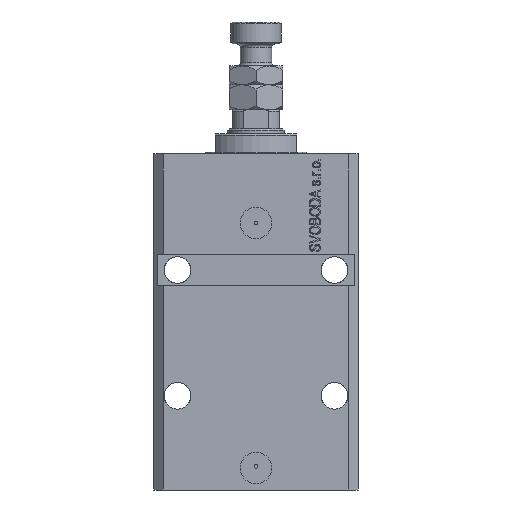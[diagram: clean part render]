
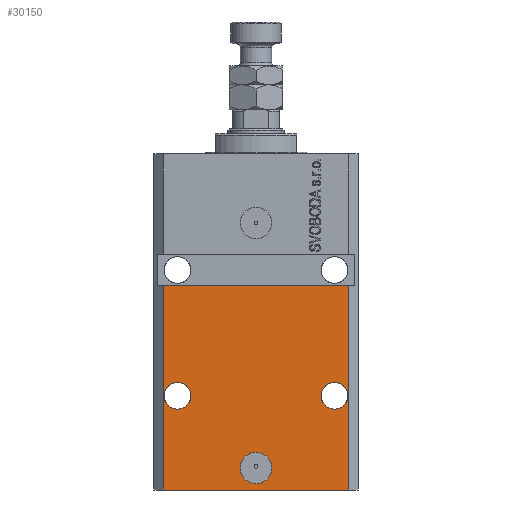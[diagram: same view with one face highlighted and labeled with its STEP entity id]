
A CAD part, front view. The second image highlights one B-rep face of the part: STEP entity #30150.
In plain terms, the highlighted planar face has unit normal (0, -1, 0).
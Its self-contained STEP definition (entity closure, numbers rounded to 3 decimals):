
#561 = DIRECTION ( 'NONE',  ( 0., -1., 0. ) ) ;
#976 = CARTESIAN_POINT ( 'NONE',  ( -25., -22.5, -77. ) ) ;
#1177 = CARTESIAN_POINT ( 'NONE',  ( -29.25, -22.5, -77. ) ) ;
#2926 = CARTESIAN_POINT ( 'NONE',  ( -29.5, -22.5, -107. ) ) ;
#3765 = ORIENTED_EDGE ( 'NONE', *, *, #20629, .F. ) ;
#4039 = VERTEX_POINT ( 'NONE', #34834 ) ;
#4125 = CARTESIAN_POINT ( 'NONE',  ( 0., -22.5, -100. ) ) ;
#4790 = FACE_BOUND ( 'NONE', #16278, .T. ) ;
#5031 = VERTEX_POINT ( 'NONE', #40635 ) ;
#5089 = ORIENTED_EDGE ( 'NONE', *, *, #33648, .F. ) ;
#5174 = CARTESIAN_POINT ( 'NONE',  ( 25., -22.5, -77. ) ) ;
#5678 = CARTESIAN_POINT ( 'NONE',  ( -25., -22.5, -77. ) ) ;
#5713 = DIRECTION ( 'NONE',  ( 0., -1., 0. ) ) ;
#6213 = VERTEX_POINT ( 'NONE', #32488 ) ;
#7123 = EDGE_CURVE ( 'NONE', #28118, #30087, #18041, .T. ) ;
#7635 = DIRECTION ( 'NONE',  ( 1., 0., 0. ) ) ;
#7867 = AXIS2_PLACEMENT_3D ( 'NONE', #22478, #45179, #19474 ) ;
#8684 = VERTEX_POINT ( 'NONE', #14196 ) ;
#8715 = DIRECTION ( 'NONE',  ( -1., 0., 0. ) ) ;
#9629 = CARTESIAN_POINT ( 'NONE',  ( -29.5, -22.5, -107. ) ) ;
#9875 = LINE ( 'NONE', #9629, #16274 ) ;
#12399 = CARTESIAN_POINT ( 'NONE',  ( 29.5, -22.5, -107. ) ) ;
#12691 = DIRECTION ( 'NONE',  ( 1., 0., 0. ) ) ;
#13933 = DIRECTION ( 'NONE',  ( 1., 0., 0. ) ) ;
#14196 = CARTESIAN_POINT ( 'NONE',  ( 5., -22.5, -100. ) ) ;
#15306 = FACE_BOUND ( 'NONE', #48982, .T. ) ;
#15388 = AXIS2_PLACEMENT_3D ( 'NONE', #976, #23698, #8715 ) ;
#16274 = VECTOR ( 'NONE', #40042, 1000. ) ;
#16278 = EDGE_LOOP ( 'NONE', ( #5089, #37675 ) ) ;
#16395 = EDGE_CURVE ( 'NONE', #47438, #30087, #43600, .T. ) ;
#16705 = CARTESIAN_POINT ( 'NONE',  ( 0., -22.5, -100. ) ) ;
#17711 = VERTEX_POINT ( 'NONE', #47825 ) ;
#17929 = CIRCLE ( 'NONE', #42579, 5. ) ;
#18041 = LINE ( 'NONE', #12399, #46220 ) ;
#18576 = EDGE_CURVE ( 'NONE', #17711, #28118, #41086, .T. ) ;
#18628 = DIRECTION ( 'NONE',  ( 0., -1., 0. ) ) ;
#19474 = DIRECTION ( 'NONE',  ( 1., 0., 0. ) ) ;
#19864 = AXIS2_PLACEMENT_3D ( 'NONE', #34967, #561, #22792 ) ;
#20020 = PLANE ( 'NONE',  #19864 ) ;
#20046 = AXIS2_PLACEMENT_3D ( 'NONE', #5174, #46601, #38349 ) ;
#20629 = EDGE_CURVE ( 'NONE', #8684, #37127, #17929, .T. ) ;
#21110 = ORIENTED_EDGE ( 'NONE', *, *, #16395, .F. ) ;
#22478 = CARTESIAN_POINT ( 'NONE',  ( 25., -22.5, -77. ) ) ;
#22715 = AXIS2_PLACEMENT_3D ( 'NONE', #4125, #18628, #7635 ) ;
#22792 = DIRECTION ( 'NONE',  ( 1., 0., 0. ) ) ;
#23698 = DIRECTION ( 'NONE',  ( 0., -1., 0. ) ) ;
#23757 = CARTESIAN_POINT ( 'NONE',  ( 29.5, -22.5, -107. ) ) ;
#24567 = ORIENTED_EDGE ( 'NONE', *, *, #34941, .F. ) ;
#24893 = DIRECTION ( 'NONE',  ( -1., 0., 0. ) ) ;
#25298 = ORIENTED_EDGE ( 'NONE', *, *, #7123, .T. ) ;
#25872 = CARTESIAN_POINT ( 'NONE',  ( -29.5, -22.5, -42. ) ) ;
#26042 = CARTESIAN_POINT ( 'NONE',  ( 29.5, -22.5, -42. ) ) ;
#26695 = CIRCLE ( 'NONE', #22715, 5. ) ;
#27102 = ORIENTED_EDGE ( 'NONE', *, *, #18576, .T. ) ;
#27932 = ORIENTED_EDGE ( 'NONE', *, *, #29596, .F. ) ;
#28118 = VERTEX_POINT ( 'NONE', #23757 ) ;
#29379 = CIRCLE ( 'NONE', #7867, 4.25 ) ;
#29596 = EDGE_CURVE ( 'NONE', #6213, #4039, #29379, .T. ) ;
#30087 = VERTEX_POINT ( 'NONE', #26042 ) ;
#30150 = ADVANCED_FACE ( 'NONE', ( #34729, #15306, #4790, #46464 ), #20020, .T. ) ;
#32488 = CARTESIAN_POINT ( 'NONE',  ( 20.75, -22.5, -77. ) ) ;
#32607 = CARTESIAN_POINT ( 'NONE',  ( -32.5, -22.5, -42. ) ) ;
#33648 = EDGE_CURVE ( 'NONE', #5031, #45501, #39071, .T. ) ;
#33968 = EDGE_LOOP ( 'NONE', ( #3765, #48090 ) ) ;
#34729 = FACE_BOUND ( 'NONE', #33968, .T. ) ;
#34834 = CARTESIAN_POINT ( 'NONE',  ( 29.25, -22.5, -77. ) ) ;
#34941 = EDGE_CURVE ( 'NONE', #4039, #6213, #40732, .T. ) ;
#34967 = CARTESIAN_POINT ( 'NONE',  ( -29.5, -22.5, -107. ) ) ;
#36135 = VECTOR ( 'NONE', #13933, 1000. ) ;
#36622 = DIRECTION ( 'NONE',  ( 1., 0., 0. ) ) ;
#37127 = VERTEX_POINT ( 'NONE', #44063 ) ;
#37174 = ORIENTED_EDGE ( 'NONE', *, *, #44373, .F. ) ;
#37479 = AXIS2_PLACEMENT_3D ( 'NONE', #5678, #47583, #24893 ) ;
#37675 = ORIENTED_EDGE ( 'NONE', *, *, #38294, .F. ) ;
#37774 = VECTOR ( 'NONE', #12691, 1000. ) ;
#38294 = EDGE_CURVE ( 'NONE', #45501, #5031, #45645, .T. ) ;
#38349 = DIRECTION ( 'NONE',  ( 1., 0., 0. ) ) ;
#39071 = CIRCLE ( 'NONE', #37479, 4.25 ) ;
#40042 = DIRECTION ( 'NONE',  ( 0., 0., 1. ) ) ;
#40635 = CARTESIAN_POINT ( 'NONE',  ( -20.75, -22.5, -77. ) ) ;
#40732 = CIRCLE ( 'NONE', #20046, 4.25 ) ;
#41086 = LINE ( 'NONE', #2926, #36135 ) ;
#42579 = AXIS2_PLACEMENT_3D ( 'NONE', #16705, #5713, #36622 ) ;
#42796 = EDGE_LOOP ( 'NONE', ( #21110, #37174, #27102, #25298 ) ) ;
#43046 = DIRECTION ( 'NONE',  ( 0., 0., 1. ) ) ;
#43600 = LINE ( 'NONE', #32607, #37774 ) ;
#44063 = CARTESIAN_POINT ( 'NONE',  ( -5., -22.5, -100. ) ) ;
#44373 = EDGE_CURVE ( 'NONE', #17711, #47438, #9875, .T. ) ;
#45179 = DIRECTION ( 'NONE',  ( 0., -1., 0. ) ) ;
#45501 = VERTEX_POINT ( 'NONE', #1177 ) ;
#45645 = CIRCLE ( 'NONE', #15388, 4.25 ) ;
#46220 = VECTOR ( 'NONE', #43046, 1000. ) ;
#46464 = FACE_OUTER_BOUND ( 'NONE', #42796, .T. ) ;
#46557 = EDGE_CURVE ( 'NONE', #37127, #8684, #26695, .T. ) ;
#46601 = DIRECTION ( 'NONE',  ( 0., -1., 0. ) ) ;
#47438 = VERTEX_POINT ( 'NONE', #25872 ) ;
#47583 = DIRECTION ( 'NONE',  ( 0., -1., 0. ) ) ;
#47825 = CARTESIAN_POINT ( 'NONE',  ( -29.5, -22.5, -107. ) ) ;
#48090 = ORIENTED_EDGE ( 'NONE', *, *, #46557, .F. ) ;
#48982 = EDGE_LOOP ( 'NONE', ( #24567, #27932 ) ) ;
